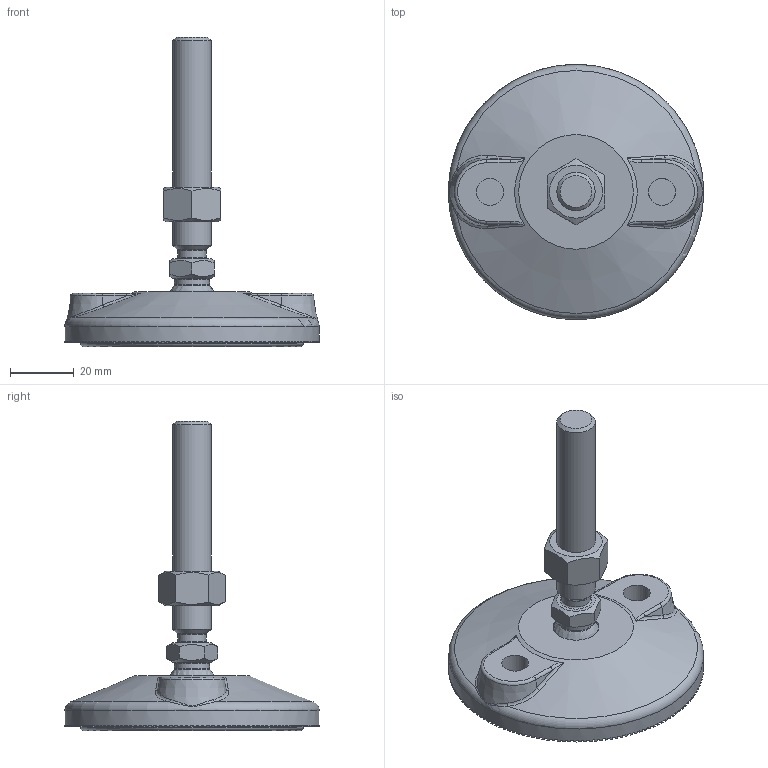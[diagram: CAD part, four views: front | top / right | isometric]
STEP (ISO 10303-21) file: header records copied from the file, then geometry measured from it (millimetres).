
FILE_DESCRIPTION(/* description */ ('Stavěcí patka M12 s aret.otvory'),/* implementation_level */ '2;1');
FILE_NAME(/* name */ '418012L.stp',/* time_stamp */ '2015-11-24T12:08:13+01:00',/* author */ ('jank'),/* organization */ (''),/* preprocessor_version */ 'ST-DEVELOPER v15.2',/* originating_system */ 'Autodesk Inventor 2014',/* authorisation */ '');
FILE_SCHEMA (('CONFIG_CONTROL_DESIGN'));
Length unit declared in the file: millimetre
Products named in the file (1): 418012L
Bounding box: 80 x 80 x 97.01 mm (x, y, z)
Volume: 65586.4 mm3; surface area: 33149.4 mm2
Topology: 4 solids, 4 shells, 1113 faces, 2898 edges, 1806 vertices
Faces by surface type: plane 995, cylinder 58, cone 27, bspline 14, sphere 10, torus 9
Full cylindrical faces by diameter (mm): 8 x2, 8.5 x2, 9 x1, 10.106 x1, 11 x1, 12 x1, 15 x1, 16 x1, 36 x1, 70 x2, 80 x1
Entity records: 35192 total; most frequent: CARTESIAN_POINT 6534, ORIENTED_EDGE 6044, DIRECTION 5582, EDGE_CURVE 2856, LINE 2134, VECTOR 2134, VERTEX_POINT 1796, AXIS2_PLACEMENT_3D 1724
